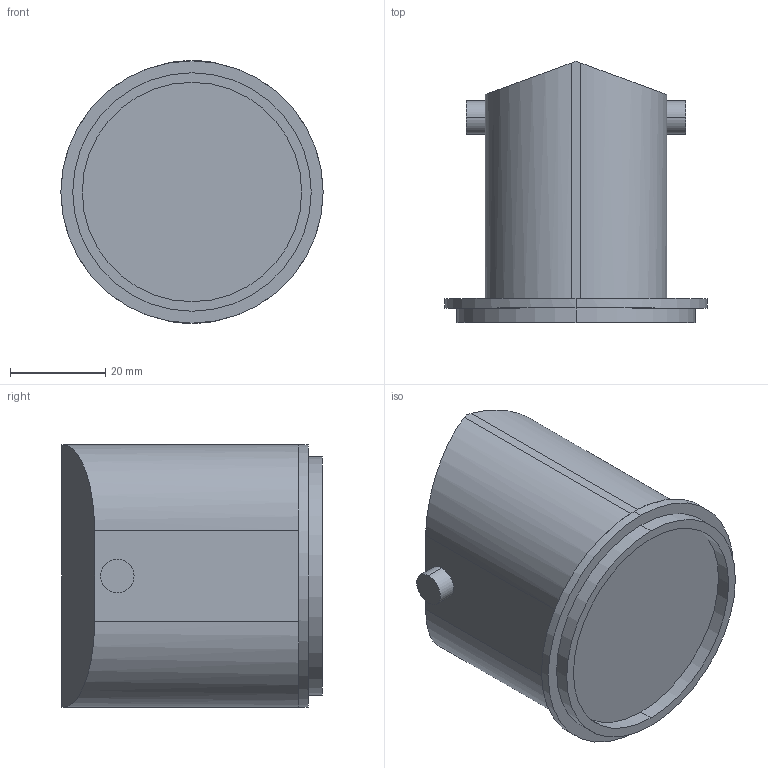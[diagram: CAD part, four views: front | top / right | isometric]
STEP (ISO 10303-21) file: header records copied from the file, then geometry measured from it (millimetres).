
FILE_DESCRIPTION (( 'STEP AP203' ), '1' );
FILE_NAME ('Hombro_Default_sldprt.STEP', '2021-04-22T07:42:00', ( '' ), ( '' ), 'SwSTEP 2.0', 'SolidWorks 2020', '' );
FILE_SCHEMA (( 'CONFIG_CONTROL_DESIGN' ));
Length unit declared in the file: millimetre
Products named in the file (1): Hombro_Default_sldprt
Bounding box: 55 x 54.72 x 55 mm (x, y, z)
Volume: 90332.2 mm3; surface area: 13229.9 mm2
Topology: 1 solids, 1 shells, 31 faces, 67 edges, 42 vertices
Faces by surface type: plane 17, cylinder 14
Entity records: 926 total; most frequent: DIRECTION 159, CARTESIAN_POINT 153, ORIENTED_EDGE 134, EDGE_CURVE 67, AXIS2_PLACEMENT_3D 64, VERTEX_POINT 42, EDGE_LOOP 35, CIRCLE 32
